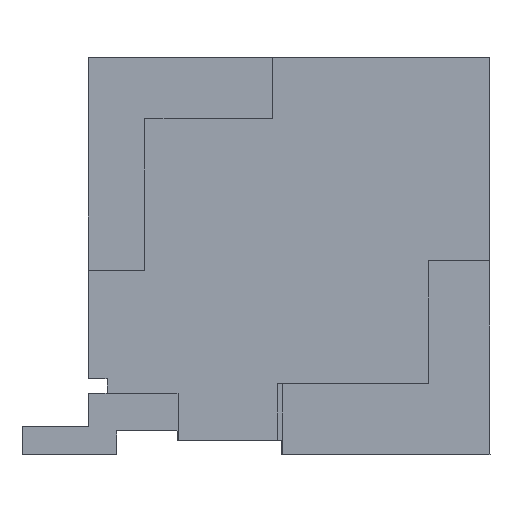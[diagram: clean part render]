
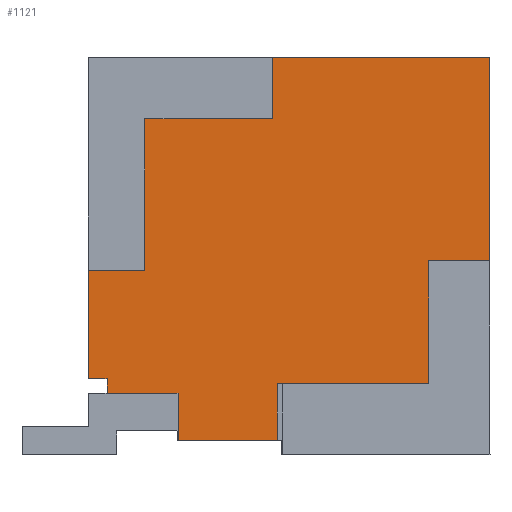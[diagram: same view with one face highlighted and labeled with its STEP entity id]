
A CAD part, front view. The second image highlights one B-rep face of the part: STEP entity #1121.
In plain terms, the highlighted face is planar.
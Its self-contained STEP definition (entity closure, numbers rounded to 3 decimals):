
#26 = CARTESIAN_POINT ( 'NONE',  ( 0., 0.425, 0.125 ) ) ;
#138 = EDGE_CURVE ( 'NONE', #3305, #2255, #478, .T. ) ;
#160 = LINE ( 'NONE', #4474, #3590 ) ;
#165 = VECTOR ( 'NONE', #3389, 1000. ) ;
#244 = ORIENTED_EDGE ( 'NONE', *, *, #1977, .F. ) ;
#269 = CARTESIAN_POINT ( 'NONE',  ( 0., 3.875, -0.525 ) ) ;
#276 = CARTESIAN_POINT ( 'NONE',  ( 0., 3.225, 1.775 ) ) ;
#297 = VERTEX_POINT ( 'NONE', #2385 ) ;
#354 = EDGE_CURVE ( 'NONE', #2364, #3227, #3249, .T. ) ;
#379 = VECTOR ( 'NONE', #1994, 1000. ) ;
#462 = VECTOR ( 'NONE', #2498, 1000. ) ;
#478 = LINE ( 'NONE', #3296, #4349 ) ;
#526 = LINE ( 'NONE', #2365, #379 ) ;
#549 = LINE ( 'NONE', #2675, #4156 ) ;
#570 = CARTESIAN_POINT ( 'NONE',  ( 0., 3.225, 3.725 ) ) ;
#640 = VERTEX_POINT ( 'NONE', #276 ) ;
#665 = ORIENTED_EDGE ( 'NONE', *, *, #138, .F. ) ;
#741 = CARTESIAN_POINT ( 'NONE',  ( 0., 0.325, 3.525 ) ) ;
#782 = VERTEX_POINT ( 'NONE', #2394 ) ;
#804 = CARTESIAN_POINT ( 'NONE',  ( 0., 0.425, 1.725 ) ) ;
#852 = DIRECTION ( 'NONE',  ( 0., 1., 0. ) ) ;
#895 = FACE_OUTER_BOUND ( 'NONE', #3538, .T. ) ;
#907 = CARTESIAN_POINT ( 'NONE',  ( 0., 0.325, 2.775 ) ) ;
#913 = VERTEX_POINT ( 'NONE', #2670 ) ;
#924 = LINE ( 'NONE', #570, #165 ) ;
#935 = DIRECTION ( 'NONE',  ( -1., 0., 0. ) ) ;
#980 = ORIENTED_EDGE ( 'NONE', *, *, #3484, .T. ) ;
#983 = VECTOR ( 'NONE', #852, 1000. ) ;
#1034 = VECTOR ( 'NONE', #1461, 1000. ) ;
#1097 = CARTESIAN_POINT ( 'NONE',  ( 0., -0.175, 2.775 ) ) ;
#1099 = VECTOR ( 'NONE', #4251, 1000. ) ;
#1121 = ADVANCED_FACE ( 'NONE', ( #895 ), #3005, .F. ) ;
#1132 = CARTESIAN_POINT ( 'NONE',  ( 0., 0.475, 3.525 ) ) ;
#1143 = VERTEX_POINT ( 'NONE', #4462 ) ;
#1196 = CARTESIAN_POINT ( 'NONE',  ( 0., 1.725, -0.525 ) ) ;
#1255 = ORIENTED_EDGE ( 'NONE', *, *, #4148, .F. ) ;
#1297 = VERTEX_POINT ( 'NONE', #1527 ) ;
#1333 = VERTEX_POINT ( 'NONE', #2229 ) ;
#1365 = DIRECTION ( 'NONE',  ( 0., 0., -1. ) ) ;
#1461 = DIRECTION ( 'NONE',  ( 0., -1., 0. ) ) ;
#1466 = VECTOR ( 'NONE', #3208, 1000. ) ;
#1474 = CARTESIAN_POINT ( 'NONE',  ( 0., 3.875, 0.125 ) ) ;
#1516 = DIRECTION ( 'NONE',  ( 0., -1., 0. ) ) ;
#1527 = CARTESIAN_POINT ( 'NONE',  ( 0., 0.475, 3.725 ) ) ;
#1587 = ORIENTED_EDGE ( 'NONE', *, *, #3152, .F. ) ;
#1652 = LINE ( 'NONE', #1750, #1771 ) ;
#1684 = EDGE_CURVE ( 'NONE', #3227, #782, #3338, .T. ) ;
#1750 = CARTESIAN_POINT ( 'NONE',  ( 0., -0.175, 3.725 ) ) ;
#1771 = VECTOR ( 'NONE', #1365, 1000. ) ;
#1830 = ORIENTED_EDGE ( 'NONE', *, *, #3340, .F. ) ;
#1842 = LINE ( 'NONE', #1132, #1099 ) ;
#1873 = VECTOR ( 'NONE', #1889, 1000. ) ;
#1879 = LINE ( 'NONE', #2919, #1466 ) ;
#1889 = DIRECTION ( 'NONE',  ( 0., 0., -1. ) ) ;
#1929 = VERTEX_POINT ( 'NONE', #26 ) ;
#1977 = EDGE_CURVE ( 'NONE', #3013, #3684, #2608, .T. ) ;
#1994 = DIRECTION ( 'NONE',  ( 0., 0., -1. ) ) ;
#2164 = CARTESIAN_POINT ( 'NONE',  ( 0., 1.625, 3.725 ) ) ;
#2229 = CARTESIAN_POINT ( 'NONE',  ( 0., 3.225, 3.125 ) ) ;
#2254 = EDGE_CURVE ( 'NONE', #2364, #1929, #3944, .T. ) ;
#2255 = VERTEX_POINT ( 'NONE', #3606 ) ;
#2271 = CARTESIAN_POINT ( 'NONE',  ( 0., 3.875, 3.725 ) ) ;
#2297 = DIRECTION ( 'NONE',  ( 0., 0., -1. ) ) ;
#2320 = EDGE_CURVE ( 'NONE', #3684, #1333, #549, .T. ) ;
#2337 = CARTESIAN_POINT ( 'NONE',  ( 0., 3.875, 3.725 ) ) ;
#2338 = VERTEX_POINT ( 'NONE', #907 ) ;
#2364 = VERTEX_POINT ( 'NONE', #3879 ) ;
#2365 = CARTESIAN_POINT ( 'NONE',  ( 0., 0.325, 2.775 ) ) ;
#2385 = CARTESIAN_POINT ( 'NONE',  ( 0., 0.325, 3.525 ) ) ;
#2394 = CARTESIAN_POINT ( 'NONE',  ( 0., 3.875, -0.525 ) ) ;
#2464 = VERTEX_POINT ( 'NONE', #1097 ) ;
#2498 = DIRECTION ( 'NONE',  ( 0., 0., -1. ) ) ;
#2582 = ORIENTED_EDGE ( 'NONE', *, *, #2836, .F. ) ;
#2598 = DIRECTION ( 'NONE',  ( 0., -1., 0. ) ) ;
#2608 = LINE ( 'NONE', #2164, #1873 ) ;
#2670 = CARTESIAN_POINT ( 'NONE',  ( 0., 3.875, 1.775 ) ) ;
#2675 = CARTESIAN_POINT ( 'NONE',  ( 0., 3.875, 3.125 ) ) ;
#2709 = ORIENTED_EDGE ( 'NONE', *, *, #3114, .F. ) ;
#2715 = ORIENTED_EDGE ( 'NONE', *, *, #3567, .T. ) ;
#2723 = ORIENTED_EDGE ( 'NONE', *, *, #2320, .F. ) ;
#2836 = EDGE_CURVE ( 'NONE', #2464, #2338, #4336, .T. ) ;
#2860 = EDGE_CURVE ( 'NONE', #1929, #3305, #160, .T. ) ;
#2919 = CARTESIAN_POINT ( 'NONE',  ( 0., 3.875, 3.725 ) ) ;
#2933 = CARTESIAN_POINT ( 'NONE',  ( 0., 1.625, 3.125 ) ) ;
#2952 = DIRECTION ( 'NONE',  ( 0., 0., 1. ) ) ;
#3005 = PLANE ( 'NONE',  #4306 ) ;
#3013 = VERTEX_POINT ( 'NONE', #3302 ) ;
#3038 = CARTESIAN_POINT ( 'NONE',  ( 0., 3.875, 1.775 ) ) ;
#3065 = DIRECTION ( 'NONE',  ( 0., 1., 0. ) ) ;
#3114 = EDGE_CURVE ( 'NONE', #640, #913, #3409, .T. ) ;
#3138 = CARTESIAN_POINT ( 'NONE',  ( 0., 1.725, -0.525 ) ) ;
#3152 = EDGE_CURVE ( 'NONE', #913, #782, #3682, .T. ) ;
#3155 = EDGE_CURVE ( 'NONE', #297, #2338, #526, .T. ) ;
#3208 = DIRECTION ( 'NONE',  ( 0., 1., 0. ) ) ;
#3227 = VERTEX_POINT ( 'NONE', #3138 ) ;
#3249 = LINE ( 'NONE', #1196, #462 ) ;
#3296 = CARTESIAN_POINT ( 'NONE',  ( 0., 3.875, 1.725 ) ) ;
#3302 = CARTESIAN_POINT ( 'NONE',  ( 0., 1.625, 3.725 ) ) ;
#3305 = VERTEX_POINT ( 'NONE', #804 ) ;
#3338 = LINE ( 'NONE', #269, #4152 ) ;
#3340 = EDGE_CURVE ( 'NONE', #1297, #3013, #1879, .T. ) ;
#3389 = DIRECTION ( 'NONE',  ( 0., 0., -1. ) ) ;
#3400 = VECTOR ( 'NONE', #2297, 1000. ) ;
#3409 = LINE ( 'NONE', #3038, #3761 ) ;
#3484 = EDGE_CURVE ( 'NONE', #2464, #2255, #1652, .T. ) ;
#3518 = ORIENTED_EDGE ( 'NONE', *, *, #354, .T. ) ;
#3538 = EDGE_LOOP ( 'NONE', ( #665, #4352, #3927, #3518, #4055, #1587, #2709, #1255, #2723, #244, #1830, #3968, #2715, #4221, #2582, #980 ) ) ;
#3567 = EDGE_CURVE ( 'NONE', #1143, #297, #4271, .T. ) ;
#3590 = VECTOR ( 'NONE', #2952, 1000. ) ;
#3606 = CARTESIAN_POINT ( 'NONE',  ( 0., -0.175, 1.725 ) ) ;
#3626 = EDGE_CURVE ( 'NONE', #1297, #1143, #1842, .T. ) ;
#3682 = LINE ( 'NONE', #2271, #3400 ) ;
#3684 = VERTEX_POINT ( 'NONE', #2933 ) ;
#3719 = CARTESIAN_POINT ( 'NONE',  ( 0., 3.875, 2.775 ) ) ;
#3740 = DIRECTION ( 'NONE',  ( 0., 0., 1. ) ) ;
#3761 = VECTOR ( 'NONE', #4456, 1000. ) ;
#3879 = CARTESIAN_POINT ( 'NONE',  ( 0., 1.725, 0.125 ) ) ;
#3927 = ORIENTED_EDGE ( 'NONE', *, *, #2254, .F. ) ;
#3944 = LINE ( 'NONE', #1474, #4011 ) ;
#3968 = ORIENTED_EDGE ( 'NONE', *, *, #3626, .T. ) ;
#4011 = VECTOR ( 'NONE', #2598, 1000. ) ;
#4055 = ORIENTED_EDGE ( 'NONE', *, *, #1684, .T. ) ;
#4148 = EDGE_CURVE ( 'NONE', #1333, #640, #924, .T. ) ;
#4152 = VECTOR ( 'NONE', #4430, 1000. ) ;
#4156 = VECTOR ( 'NONE', #3065, 1000. ) ;
#4221 = ORIENTED_EDGE ( 'NONE', *, *, #3155, .T. ) ;
#4251 = DIRECTION ( 'NONE',  ( 0., 0., -1. ) ) ;
#4271 = LINE ( 'NONE', #741, #1034 ) ;
#4306 = AXIS2_PLACEMENT_3D ( 'NONE', #2337, #935, #3740 ) ;
#4336 = LINE ( 'NONE', #3719, #983 ) ;
#4349 = VECTOR ( 'NONE', #1516, 1000. ) ;
#4352 = ORIENTED_EDGE ( 'NONE', *, *, #2860, .F. ) ;
#4430 = DIRECTION ( 'NONE',  ( 0., 1., 0. ) ) ;
#4456 = DIRECTION ( 'NONE',  ( 0., 1., 0. ) ) ;
#4462 = CARTESIAN_POINT ( 'NONE',  ( 0., 0.475, 3.525 ) ) ;
#4474 = CARTESIAN_POINT ( 'NONE',  ( 0., 0.425, 3.725 ) ) ;
